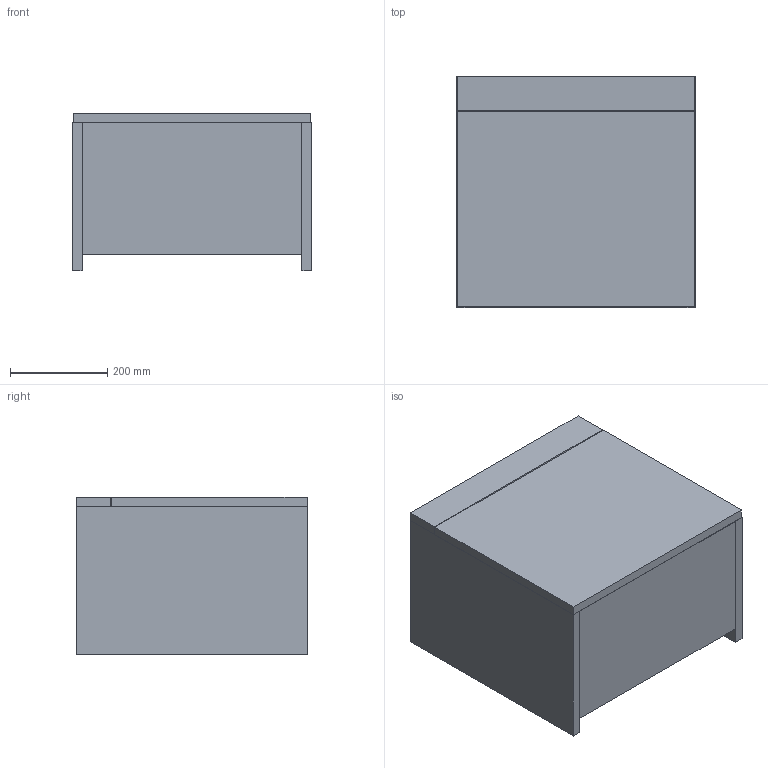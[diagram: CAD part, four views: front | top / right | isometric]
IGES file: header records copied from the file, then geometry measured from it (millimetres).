
Global section: file name: CUBE OP3_MUEBLE_04.11.16; native system: Autodesk Inventor 2015; preprocessor: unknown; author: produccion; date: 20170113.101222; units: millimetre
Bounding box: 490 x 475 x 324 mm (x, y, z)
Volume: 16064831.1 mm3; surface area: 2038117.2 mm2
Topology: 9 solids, 9 shells, 130 faces, 226 edges, 151 vertices
Faces by surface type: bspline 130
